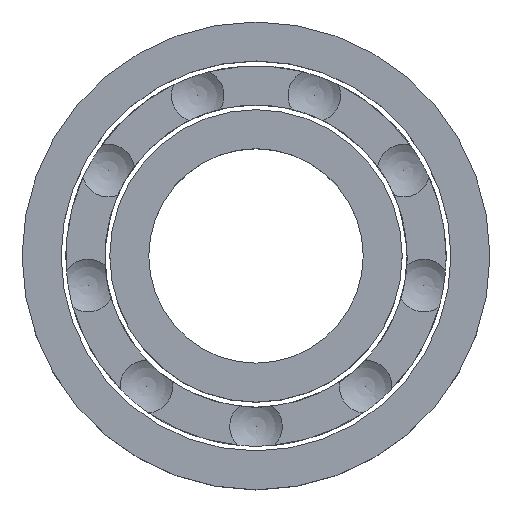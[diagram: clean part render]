
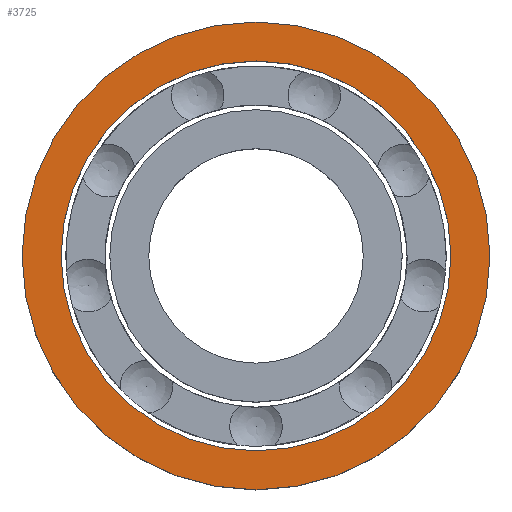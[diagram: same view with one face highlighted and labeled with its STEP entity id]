
A CAD part, top view. The second image highlights one B-rep face of the part: STEP entity #3725.
In plain terms, the highlighted planar face has unit normal (0, 0, 1).
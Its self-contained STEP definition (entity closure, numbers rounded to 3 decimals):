
#3566=CARTESIAN_POINT('',(-10.,0.,5.));
#3567=VERTEX_POINT('',#3566);
#3591=CARTESIAN_POINT('',(10.,-0.,5.));
#3592=VERTEX_POINT('',#3591);
#3593=CARTESIAN_POINT('',(0.,0.,5.));
#3594=DIRECTION('',(0.,0.,1.));
#3595=DIRECTION('',(1.,0.,-0.));
#3596=AXIS2_PLACEMENT_3D('',#3593,#3594,#3595);
#3597=CIRCLE('',#3596,10.);
#3598=EDGE_CURVE('',#3567,#3592,#3597,.T.);
#3600=CARTESIAN_POINT('',(0.,0.,5.));
#3601=DIRECTION('',(0.,0.,1.));
#3602=DIRECTION('',(1.,0.,-0.));
#3603=AXIS2_PLACEMENT_3D('',#3600,#3601,#3602);
#3604=CIRCLE('',#3603,10.);
#3605=EDGE_CURVE('',#3592,#3567,#3604,.T.);
#3668=CARTESIAN_POINT('',(-12.,0.,5.));
#3669=VERTEX_POINT('',#3668);
#3676=CARTESIAN_POINT('',(12.,-0.,5.));
#3677=VERTEX_POINT('',#3676);
#3678=CARTESIAN_POINT('',(0.,0.,5.));
#3679=DIRECTION('',(0.,0.,1.));
#3680=DIRECTION('',(1.,0.,-0.));
#3681=AXIS2_PLACEMENT_3D('',#3678,#3679,#3680);
#3682=CIRCLE('',#3681,12.);
#3683=EDGE_CURVE('',#3677,#3669,#3682,.T.);
#3685=CARTESIAN_POINT('',(0.,0.,5.));
#3686=DIRECTION('',(0.,0.,1.));
#3687=DIRECTION('',(1.,0.,-0.));
#3688=AXIS2_PLACEMENT_3D('',#3685,#3686,#3687);
#3689=CIRCLE('',#3688,12.);
#3690=EDGE_CURVE('',#3669,#3677,#3689,.T.);
#3712=CARTESIAN_POINT('',(0.,0.,5.));
#3713=DIRECTION('',(0.,0.,1.));
#3714=DIRECTION('',(1.,0.,0.));
#3715=AXIS2_PLACEMENT_3D('',#3712,#3713,#3714);
#3716=PLANE('',#3715);
#3717=ORIENTED_EDGE('',*,*,#3598,.F.);
#3718=ORIENTED_EDGE('',*,*,#3605,.F.);
#3719=EDGE_LOOP('',(#3717,#3718));
#3720=FACE_BOUND('',#3719,.T.);
#3721=ORIENTED_EDGE('',*,*,#3683,.T.);
#3722=ORIENTED_EDGE('',*,*,#3690,.T.);
#3723=EDGE_LOOP('',(#3721,#3722));
#3724=FACE_BOUND('',#3723,.T.);
#3725=ADVANCED_FACE('',(#3720,#3724),#3716,.T.);
